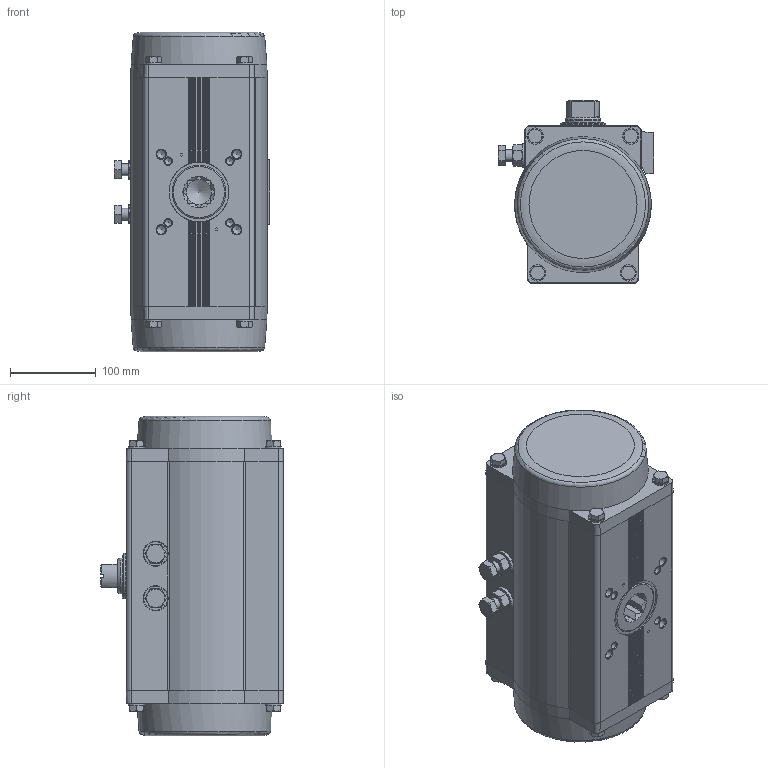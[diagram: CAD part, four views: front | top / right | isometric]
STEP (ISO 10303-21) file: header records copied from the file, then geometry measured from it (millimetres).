
FILE_DESCRIPTION(/* description */ ('STEP AP214'),/* implementation_level */ '2;1');
FILE_NAME(/* name */ '8066465_DFPD-N-480-RP-90-RS60-F1012-R3-EP',/* time_stamp */ '2024-08-15T20:25:24+02:00',/* author */ ('License CC BY-ND 4.0'),/* organization */ ('CADENAS'),/* preprocessor_version */ 'ST-DEVELOPER v19.3',/* originating_system */ 'PARTsolutions',/* authorisation */ ' ');
FILE_SCHEMA (('INTEGRATED_CNC_SCHEMA','MODEL_BASED_INTEGRATED_MANUFACTURING_SCHEMA','AUTOMOTIVE_DESIGN {1 0 10303 214 3 1 1}'));
Length unit declared in the file: millimetre
Products named in the file (6): 8066465 DFPD-N-480-RP-90-RS60-F1012-R3-EP---(0); 8042192 DFPD-N-480-90-RS-F10-------(housing); 8042192 DFPD-480(F10_0)---(shaft); 4167860 SCHEIBE 14.3X28X4-1.4301; 4167864 DFPD-480/700; DIN 934 - M14(F)
Assembly tree (8 placements, depth 2):
  8066465 DFPD-N-480-RP-90-RS60-F1012-R3-EP---(0)
    8042192 DFPD-N-480-90-RS-F10-------(housing)
    8042192 DFPD-480(F10_0)---(shaft)
    4167860 SCHEIBE 14.3X28X4-1.4301  x2
    4167864 DFPD-480/700  x2
    DIN 934 - M14(F)  x2
Bounding box: 182.3 x 214 x 374.2 mm (x, y, z)
Volume: 9282301.9 mm3; surface area: 392699.7 mm2
Topology: 8 solids, 8 shells, 678 faces, 1597 edges, 991 vertices
Faces by surface type: plane 374, cone 149, cylinder 128, torus 25, sphere 2
Full cylindrical faces by diameter (mm): 3 x2, 4.134 x8, 4.917 x1, 8.376 x4, 8.5 x2, 10 x2, 10.106 x4, 11.835 x4, 12.4 x1, 14 x2, 14.3 x2, 19 x8, 20.4 x2, 21 x2, 28 x2, 29 x2, 38 x1, 42 x3, 46.5 x1, 49 x2, 53 x2, 55 x1, 62.5 x2, 63 x2, 70 x1
Entity records: 17633 total; most frequent: CARTESIAN_POINT 3610, DIRECTION 2861, ORIENTED_EDGE 2664, EDGE_CURVE 1332, AXIS2_PLACEMENT_3D 1102, VERTEX_POINT 915, FACE_BOUND 859, EDGE_LOOP 845
